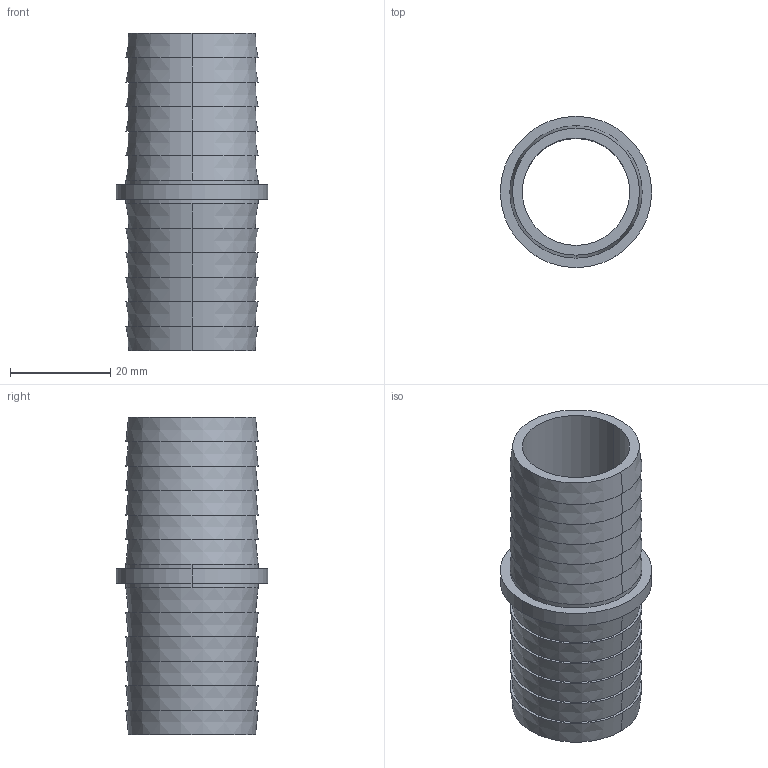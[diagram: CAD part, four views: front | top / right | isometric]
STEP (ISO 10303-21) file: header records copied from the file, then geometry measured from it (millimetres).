
FILE_DESCRIPTION (( 'STEP AP214' ), '1' );
FILE_NAME ('BAHM-1.step', '2017-08-29T20:41:47', ( '' ), ( '' ), 'SwSTEP 2.0', 'SolidWorks 2017', '' );
FILE_SCHEMA (( 'AUTOMOTIVE_DESIGN' ));
Length unit declared in the file: inch
Products named in the file (1): BAHM-1
Bounding box: 30.16 x 30.16 x 63.25 mm (x, y, z)
Volume: 10980.4 mm3; surface area: 10513.9 mm2
Topology: 1 solids, 1 shells, 46 faces, 96 edges, 64 vertices
Faces by surface type: cone 24, plane 14, cylinder 8
Entity records: 1308 total; most frequent: DIRECTION 254, CARTESIAN_POINT 207, ORIENTED_EDGE 192, AXIS2_PLACEMENT_3D 111, EDGE_CURVE 96, CIRCLE 64, VERTEX_POINT 64, EDGE_LOOP 60
